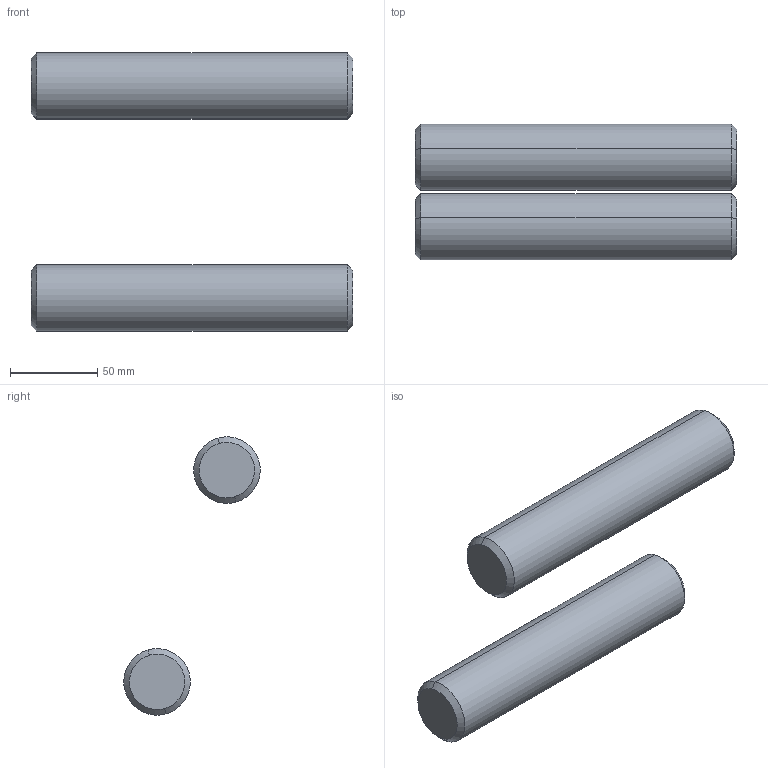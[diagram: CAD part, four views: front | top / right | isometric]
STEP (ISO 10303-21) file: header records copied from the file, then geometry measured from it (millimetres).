
FILE_DESCRIPTION (( 'STEP AP203' ), '1' );
FILE_NAME ('LowerPivotArm_Hardware.STEP', '2023-07-27T05:56:59', ( '' ), ( '' ), 'SwSTEP 2.0', 'SolidWorks 2021', '' );
FILE_SCHEMA (( 'CONFIG_CONTROL_DESIGN' ));
Length unit declared in the file: centimetre
Products named in the file (3): LowerPivotArm_Hardware; Part 25; Lift Arm _1_
Assembly tree (3 placements, depth 3):
  LowerPivotArm_Hardware
    Lift Arm _1_
      Part 25  x2
Bounding box: 184.15 x 77.95 x 159.16 mm (x, y, z)
Volume: 417616.7 mm3; surface area: 47701 mm2
Topology: 2 solids, 2 shells, 16 faces, 28 edges, 16 vertices
Faces by surface type: cone 8, cylinder 4, plane 4
Entity records: 535 total; most frequent: DIRECTION 52, CARTESIAN_POINT 37, ORIENTED_EDGE 28, PERSON_AND_ORGANIZATION 27, AXIS2_PLACEMENT_3D 23, DATE_AND_TIME 21, CALENDAR_DATE 21, COORDINATED_UNIVERSAL_TIME_OFFSET 21
